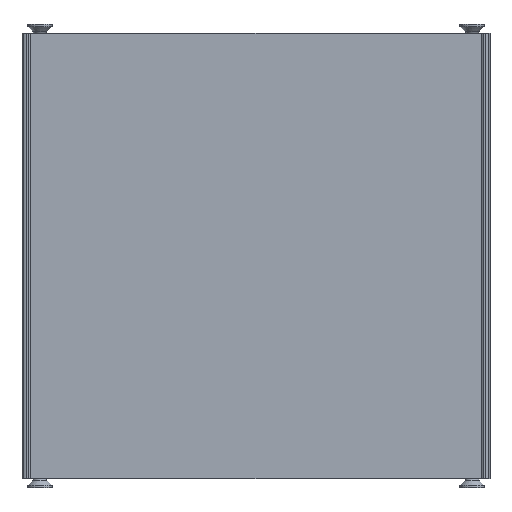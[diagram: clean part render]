
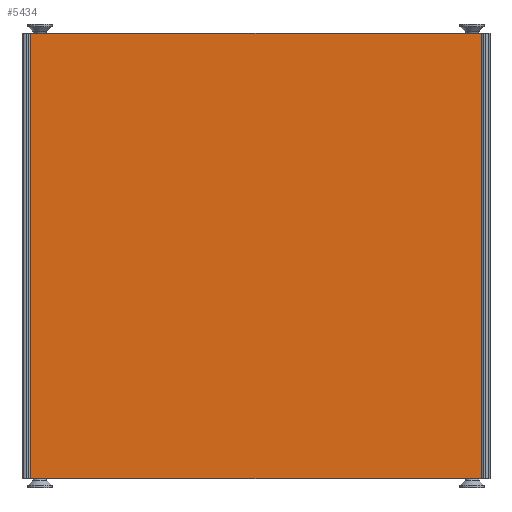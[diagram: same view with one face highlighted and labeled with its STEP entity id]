
A CAD part, front view. The second image highlights one B-rep face of the part: STEP entity #5434.
In plain terms, the highlighted planar face has unit normal (0, -1, 0).
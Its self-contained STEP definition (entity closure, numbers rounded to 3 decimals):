
#247=PLANE('',#5913);
#412=FACE_OUTER_BOUND('',#700,.T.);
#700=EDGE_LOOP('',(#4090,#4091,#4092,#4093));
#960=LINE('',#8054,#1463);
#1028=LINE('',#8254,#1531);
#1104=LINE('',#8465,#1607);
#1106=LINE('',#8468,#1609);
#1463=VECTOR('',#6415,101.1);
#1531=VECTOR('',#6621,101.1);
#1607=VECTOR('',#6843,100.);
#1609=VECTOR('',#6847,100.);
#2269=VERTEX_POINT('',#8051);
#2270=VERTEX_POINT('',#8053);
#2332=VERTEX_POINT('',#8251);
#2333=VERTEX_POINT('',#8253);
#2826=EDGE_CURVE('',#2269,#2270,#960,.T.);
#2926=EDGE_CURVE('',#2332,#2333,#1028,.T.);
#3036=EDGE_CURVE('',#2333,#2269,#1104,.T.);
#3038=EDGE_CURVE('',#2270,#2332,#1106,.T.);
#4090=ORIENTED_EDGE('',*,*,#3036,.F.);
#4091=ORIENTED_EDGE('',*,*,#2926,.F.);
#4092=ORIENTED_EDGE('',*,*,#3038,.F.);
#4093=ORIENTED_EDGE('',*,*,#2826,.F.);
#5434=ADVANCED_FACE('',(#412),#247,.F.);
#5913=AXIS2_PLACEMENT_3D('',#8467,#6845,#6846);
#6415=DIRECTION('',(1.,0.,0.));
#6621=DIRECTION('',(-1.,0.,0.));
#6843=DIRECTION('',(0.,0.,1.));
#6845=DIRECTION('center_axis',(0.,1.,0.));
#6846=DIRECTION('ref_axis',(0.,0.,1.));
#6847=DIRECTION('',(0.,0.,-1.));
#8051=CARTESIAN_POINT('',(-50.55,-10.5,50.));
#8053=CARTESIAN_POINT('',(50.55,-10.5,50.));
#8054=CARTESIAN_POINT('',(-50.55,-10.5,50.));
#8251=CARTESIAN_POINT('',(50.55,-10.5,-50.));
#8253=CARTESIAN_POINT('',(-50.55,-10.5,-50.));
#8254=CARTESIAN_POINT('',(50.55,-10.5,-50.));
#8465=CARTESIAN_POINT('',(-50.55,-10.5,-50.));
#8467=CARTESIAN_POINT('Origin',(-50.75,-10.5,50.));
#8468=CARTESIAN_POINT('',(50.55,-10.5,50.));
